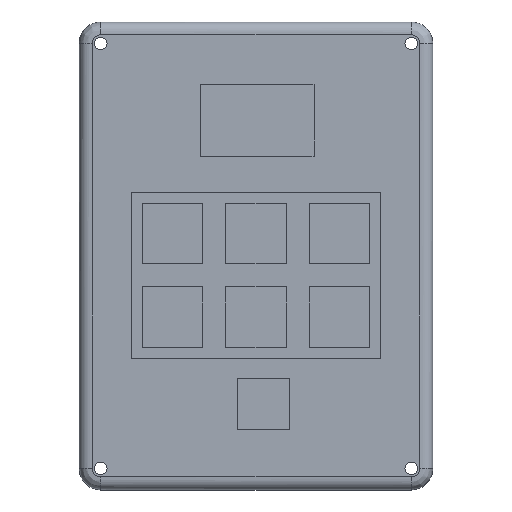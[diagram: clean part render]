
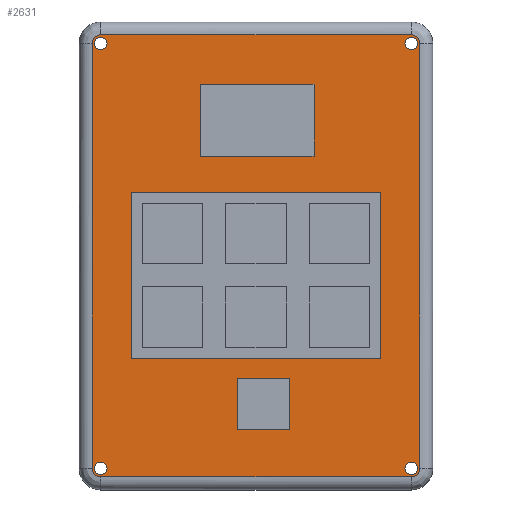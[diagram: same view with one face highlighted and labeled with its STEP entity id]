
A CAD part, top view. The second image highlights one B-rep face of the part: STEP entity #2631.
In plain terms, the highlighted planar face has unit normal (0, 0, 1).
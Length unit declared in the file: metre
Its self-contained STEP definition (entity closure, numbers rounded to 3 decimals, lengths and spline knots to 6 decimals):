
#66=B_SPLINE_CURVE_WITH_KNOTS('',3,(#4367,#4368,#4369,#4370),
 .UNSPECIFIED.,.F.,.F.,(4,4),(0.,1.),.UNSPECIFIED.);
#67=B_SPLINE_CURVE_WITH_KNOTS('',3,(#4373,#4374,#4375,#4376,#4377),
 .UNSPECIFIED.,.F.,.F.,(4,1,4),(0.,0.5,1.),.UNSPECIFIED.);
#68=B_SPLINE_CURVE_WITH_KNOTS('',3,(#4379,#4380,#4381,#4382),
 .UNSPECIFIED.,.F.,.F.,(4,4),(0.,1.),.UNSPECIFIED.);
#69=B_SPLINE_CURVE_WITH_KNOTS('',3,(#4384,#4385,#4386,#4387,#4388),
 .UNSPECIFIED.,.F.,.F.,(4,1,4),(0.,0.5,1.),.UNSPECIFIED.);
#70=B_SPLINE_CURVE_WITH_KNOTS('',3,(#4390,#4391,#4392,#4393),
 .UNSPECIFIED.,.F.,.F.,(4,4),(0.,1.),.UNSPECIFIED.);
#71=B_SPLINE_CURVE_WITH_KNOTS('',3,(#4395,#4396,#4397,#4398,#4399),
 .UNSPECIFIED.,.F.,.F.,(4,1,4),(0.,0.5,1.),.UNSPECIFIED.);
#72=B_SPLINE_CURVE_WITH_KNOTS('',3,(#4401,#4402,#4403,#4404),
 .UNSPECIFIED.,.F.,.F.,(4,4),(0.,1.),.UNSPECIFIED.);
#73=B_SPLINE_CURVE_WITH_KNOTS('',3,(#4406,#4407,#4408,#4409,#4410),
 .UNSPECIFIED.,.F.,.F.,(4,1,4),(0.,0.5,1.),.UNSPECIFIED.);
#174=LINE('',#4411,#426);
#175=LINE('',#4414,#427);
#176=LINE('',#4416,#428);
#177=LINE('',#4418,#429);
#178=LINE('',#4420,#430);
#179=LINE('',#4422,#431);
#180=LINE('',#4423,#432);
#181=LINE('',#4426,#433);
#182=LINE('',#4428,#434);
#183=LINE('',#4430,#435);
#184=LINE('',#4431,#436);
#185=LINE('',#4434,#437);
#186=LINE('',#4436,#438);
#187=LINE('',#4438,#439);
#426=VECTOR('',#3279,1.);
#427=VECTOR('',#3280,1.);
#428=VECTOR('',#3281,1.);
#429=VECTOR('',#3282,1.);
#430=VECTOR('',#3283,1.);
#431=VECTOR('',#3284,1.);
#432=VECTOR('',#3285,1.);
#433=VECTOR('',#3286,1.);
#434=VECTOR('',#3287,1.);
#435=VECTOR('',#3288,1.);
#436=VECTOR('',#3289,1.);
#437=VECTOR('',#3290,1.);
#438=VECTOR('',#3291,1.);
#439=VECTOR('',#3292,1.);
#624=PLANE('',#2869);
#993=ORIENTED_EDGE('',*,*,#1581,.T.);
#994=ORIENTED_EDGE('',*,*,#1582,.T.);
#995=ORIENTED_EDGE('',*,*,#1583,.T.);
#996=ORIENTED_EDGE('',*,*,#1584,.T.);
#997=ORIENTED_EDGE('',*,*,#1585,.T.);
#998=ORIENTED_EDGE('',*,*,#1586,.T.);
#999=ORIENTED_EDGE('',*,*,#1587,.T.);
#1000=ORIENTED_EDGE('',*,*,#1588,.T.);
#1001=ORIENTED_EDGE('',*,*,#1577,.F.);
#1002=ORIENTED_EDGE('',*,*,#1575,.F.);
#1003=ORIENTED_EDGE('',*,*,#1573,.F.);
#1004=ORIENTED_EDGE('',*,*,#1571,.F.);
#1005=ORIENTED_EDGE('',*,*,#1589,.T.);
#1006=ORIENTED_EDGE('',*,*,#1590,.T.);
#1007=ORIENTED_EDGE('',*,*,#1591,.F.);
#1008=ORIENTED_EDGE('',*,*,#1592,.F.);
#1009=ORIENTED_EDGE('',*,*,#1593,.F.);
#1010=ORIENTED_EDGE('',*,*,#1594,.T.);
#1011=ORIENTED_EDGE('',*,*,#1595,.T.);
#1012=ORIENTED_EDGE('',*,*,#1596,.T.);
#1013=ORIENTED_EDGE('',*,*,#1597,.T.);
#1014=ORIENTED_EDGE('',*,*,#1598,.T.);
#1015=ORIENTED_EDGE('',*,*,#1599,.T.);
#1016=ORIENTED_EDGE('',*,*,#1600,.T.);
#1017=ORIENTED_EDGE('',*,*,#1601,.T.);
#1018=ORIENTED_EDGE('',*,*,#1602,.F.);
#1571=EDGE_CURVE('',#1885,#1885,#2060,.T.);
#1573=EDGE_CURVE('',#1887,#1887,#2062,.T.);
#1575=EDGE_CURVE('',#1889,#1889,#2064,.T.);
#1577=EDGE_CURVE('',#1891,#1891,#2066,.T.);
#1581=EDGE_CURVE('',#1893,#1894,#66,.T.);
#1582=EDGE_CURVE('',#1894,#1895,#67,.T.);
#1583=EDGE_CURVE('',#1895,#1896,#68,.T.);
#1584=EDGE_CURVE('',#1896,#1897,#69,.T.);
#1585=EDGE_CURVE('',#1897,#1898,#70,.T.);
#1586=EDGE_CURVE('',#1898,#1899,#71,.T.);
#1587=EDGE_CURVE('',#1899,#1900,#72,.T.);
#1588=EDGE_CURVE('',#1900,#1893,#73,.T.);
#1589=EDGE_CURVE('',#1901,#1902,#174,.T.);
#1590=EDGE_CURVE('',#1902,#1903,#175,.T.);
#1591=EDGE_CURVE('',#1904,#1903,#176,.T.);
#1592=EDGE_CURVE('',#1905,#1904,#177,.T.);
#1593=EDGE_CURVE('',#1906,#1905,#178,.T.);
#1594=EDGE_CURVE('',#1906,#1901,#179,.T.);
#1595=EDGE_CURVE('',#1907,#1908,#180,.T.);
#1596=EDGE_CURVE('',#1908,#1909,#181,.T.);
#1597=EDGE_CURVE('',#1909,#1910,#182,.T.);
#1598=EDGE_CURVE('',#1910,#1907,#183,.T.);
#1599=EDGE_CURVE('',#1911,#1912,#184,.T.);
#1600=EDGE_CURVE('',#1912,#1913,#185,.T.);
#1601=EDGE_CURVE('',#1913,#1914,#186,.T.);
#1602=EDGE_CURVE('',#1911,#1914,#187,.T.);
#1885=VERTEX_POINT('',#4341);
#1887=VERTEX_POINT('',#4346);
#1889=VERTEX_POINT('',#4351);
#1891=VERTEX_POINT('',#4356);
#1893=VERTEX_POINT('',#4371);
#1894=VERTEX_POINT('',#4372);
#1895=VERTEX_POINT('',#4378);
#1896=VERTEX_POINT('',#4383);
#1897=VERTEX_POINT('',#4389);
#1898=VERTEX_POINT('',#4394);
#1899=VERTEX_POINT('',#4400);
#1900=VERTEX_POINT('',#4405);
#1901=VERTEX_POINT('',#4412);
#1902=VERTEX_POINT('',#4413);
#1903=VERTEX_POINT('',#4415);
#1904=VERTEX_POINT('',#4417);
#1905=VERTEX_POINT('',#4419);
#1906=VERTEX_POINT('',#4421);
#1907=VERTEX_POINT('',#4424);
#1908=VERTEX_POINT('',#4425);
#1909=VERTEX_POINT('',#4427);
#1910=VERTEX_POINT('',#4429);
#1911=VERTEX_POINT('',#4432);
#1912=VERTEX_POINT('',#4433);
#1913=VERTEX_POINT('',#4435);
#1914=VERTEX_POINT('',#4437);
#2060=CIRCLE('',#2856,0.00145);
#2062=CIRCLE('',#2859,0.00145);
#2064=CIRCLE('',#2862,0.00145);
#2066=CIRCLE('',#2865,0.00145);
#2187=EDGE_LOOP('',(#993,#994,#995,#996,#997,#998,#999,#1000));
#2188=EDGE_LOOP('',(#1001));
#2189=EDGE_LOOP('',(#1002));
#2190=EDGE_LOOP('',(#1003));
#2191=EDGE_LOOP('',(#1004));
#2192=EDGE_LOOP('',(#1005,#1006,#1007,#1008,#1009,#1010));
#2193=EDGE_LOOP('',(#1011,#1012,#1013,#1014));
#2194=EDGE_LOOP('',(#1015,#1016,#1017,#1018));
#2405=FACE_BOUND('',#2187,.T.);
#2406=FACE_BOUND('',#2188,.T.);
#2407=FACE_BOUND('',#2189,.T.);
#2408=FACE_BOUND('',#2190,.T.);
#2409=FACE_BOUND('',#2191,.T.);
#2410=FACE_BOUND('',#2192,.T.);
#2411=FACE_BOUND('',#2193,.T.);
#2412=FACE_BOUND('',#2194,.T.);
#2631=ADVANCED_FACE('',(#2405,#2406,#2407,#2408,#2409,#2410,#2411,#2412),
#624,.T.);
#2856=AXIS2_PLACEMENT_3D('',#4340,#3251,#3252);
#2859=AXIS2_PLACEMENT_3D('',#4345,#3257,#3258);
#2862=AXIS2_PLACEMENT_3D('',#4350,#3263,#3264);
#2865=AXIS2_PLACEMENT_3D('',#4355,#3269,#3270);
#2869=AXIS2_PLACEMENT_3D('',#4366,#3277,#3278);
#3251=DIRECTION('',(0.,0.,1.));
#3252=DIRECTION('',(1.,0.,0.));
#3257=DIRECTION('',(0.,0.,1.));
#3258=DIRECTION('',(1.,0.,0.));
#3263=DIRECTION('',(0.,0.,1.));
#3264=DIRECTION('',(1.,0.,0.));
#3269=DIRECTION('',(0.,0.,1.));
#3270=DIRECTION('',(1.,0.,0.));
#3277=DIRECTION('',(0.,0.,1.));
#3278=DIRECTION('',(1.,0.,0.));
#3279=DIRECTION('',(0.,1.,0.));
#3280=DIRECTION('',(1.,0.,0.));
#3281=DIRECTION('',(-0.999,-0.047,0.));
#3282=DIRECTION('',(0.,1.,0.));
#3283=DIRECTION('',(1.,-0.007,0.));
#3284=DIRECTION('',(-1.,0.,0.));
#3285=DIRECTION('',(1.,0.,0.));
#3286=DIRECTION('',(0.,-1.,0.));
#3287=DIRECTION('',(-1.,0.,0.));
#3288=DIRECTION('',(0.,1.,0.));
#3289=DIRECTION('',(1.,0.,0.));
#3290=DIRECTION('',(0.,-1.,0.));
#3291=DIRECTION('',(-1.,0.,0.));
#3292=DIRECTION('',(0.,-1.,0.));
#4340=CARTESIAN_POINT('',(-0.005,0.0935,0.02519));
#4341=CARTESIAN_POINT('',(-0.00355,0.0935,0.02519));
#4345=CARTESIAN_POINT('',(0.067,0.0935,0.02519));
#4346=CARTESIAN_POINT('',(0.06845,0.0935,0.02519));
#4350=CARTESIAN_POINT('',(-0.005,-0.005,0.02519));
#4351=CARTESIAN_POINT('',(-0.00355,-0.005,0.02519));
#4355=CARTESIAN_POINT('',(0.067,-0.005,0.02519));
#4356=CARTESIAN_POINT('',(0.06845,-0.005,0.02519));
#4366=CARTESIAN_POINT('',(0.031,0.04425,0.02519));
#4367=CARTESIAN_POINT('',(-0.007,0.0935,0.02519));
#4368=CARTESIAN_POINT('',(-0.007,0.060667,0.02519));
#4369=CARTESIAN_POINT('',(-0.007,0.027833,0.02519));
#4370=CARTESIAN_POINT('',(-0.007,-0.005,0.02519));
#4371=CARTESIAN_POINT('',(-0.007,0.0935,0.02519));
#4372=CARTESIAN_POINT('',(-0.007,-0.005,0.02519));
#4373=CARTESIAN_POINT('',(-0.007,-0.005,0.02519));
#4374=CARTESIAN_POINT('',(-0.007,-0.00553,0.02519));
#4375=CARTESIAN_POINT('',(-0.006563,-0.006563,0.02519));
#4376=CARTESIAN_POINT('',(-0.005531,-0.007,0.02519));
#4377=CARTESIAN_POINT('',(-0.005,-0.007,0.02519));
#4378=CARTESIAN_POINT('',(-0.005,-0.007,0.02519));
#4379=CARTESIAN_POINT('',(-0.005,-0.007,0.02519));
#4380=CARTESIAN_POINT('',(0.019,-0.007,0.02519));
#4381=CARTESIAN_POINT('',(0.043,-0.007,0.02519));
#4382=CARTESIAN_POINT('',(0.067,-0.007,0.02519));
#4383=CARTESIAN_POINT('',(0.067,-0.007,0.02519));
#4384=CARTESIAN_POINT('',(0.067,-0.007,0.02519));
#4385=CARTESIAN_POINT('',(0.06753,-0.007,0.02519));
#4386=CARTESIAN_POINT('',(0.068563,-0.006563,0.02519));
#4387=CARTESIAN_POINT('',(0.069,-0.005531,0.02519));
#4388=CARTESIAN_POINT('',(0.069,-0.005,0.02519));
#4389=CARTESIAN_POINT('',(0.069,-0.005,0.02519));
#4390=CARTESIAN_POINT('',(0.069,-0.005,0.02519));
#4391=CARTESIAN_POINT('',(0.069,0.027833,0.02519));
#4392=CARTESIAN_POINT('',(0.069,0.060667,0.02519));
#4393=CARTESIAN_POINT('',(0.069,0.0935,0.02519));
#4394=CARTESIAN_POINT('',(0.069,0.0935,0.02519));
#4395=CARTESIAN_POINT('',(0.069,0.0935,0.02519));
#4396=CARTESIAN_POINT('',(0.069,0.09403,0.02519));
#4397=CARTESIAN_POINT('',(0.068563,0.095063,0.02519));
#4398=CARTESIAN_POINT('',(0.067531,0.0955,0.02519));
#4399=CARTESIAN_POINT('',(0.067,0.0955,0.02519));
#4400=CARTESIAN_POINT('',(0.067,0.0955,0.02519));
#4401=CARTESIAN_POINT('',(0.067,0.0955,0.02519));
#4402=CARTESIAN_POINT('',(0.043,0.0955,0.02519));
#4403=CARTESIAN_POINT('',(0.019,0.0955,0.02519));
#4404=CARTESIAN_POINT('',(-0.005,0.0955,0.02519));
#4405=CARTESIAN_POINT('',(-0.005,0.0955,0.02519));
#4406=CARTESIAN_POINT('',(-0.005,0.0955,0.02519));
#4407=CARTESIAN_POINT('',(-0.00553,0.0955,0.02519));
#4408=CARTESIAN_POINT('',(-0.006563,0.095063,0.02519));
#4409=CARTESIAN_POINT('',(-0.007,0.094031,0.02519));
#4410=CARTESIAN_POINT('',(-0.007,0.0935,0.02519));
#4411=CARTESIAN_POINT('',(0.018022,0.075705,0.02519));
#4412=CARTESIAN_POINT('',(0.018022,0.067405,0.02519));
#4413=CARTESIAN_POINT('',(0.018022,0.084005,0.02519));
#4414=CARTESIAN_POINT('',(0.029572,0.084005,0.02519));
#4415=CARTESIAN_POINT('',(0.044208,0.084005,0.02519));
#4416=CARTESIAN_POINT('',(0.044335,0.084011,0.02519));
#4417=CARTESIAN_POINT('',(0.044462,0.084017,0.02519));
#4418=CARTESIAN_POINT('',(0.044462,0.075699,0.02519));
#4419=CARTESIAN_POINT('',(0.044462,0.06738,0.02519));
#4420=CARTESIAN_POINT('',(0.042792,0.067393,0.02519));
#4421=CARTESIAN_POINT('',(0.041122,0.067405,0.02519));
#4422=CARTESIAN_POINT('',(0.029572,0.067405,0.02519));
#4423=CARTESIAN_POINT('',(0.031,0.059025,0.02519));
#4424=CARTESIAN_POINT('',(0.002055,0.059025,0.02519));
#4425=CARTESIAN_POINT('',(0.059945,0.059025,0.02519));
#4426=CARTESIAN_POINT('',(0.059945,0.0495,0.02519));
#4427=CARTESIAN_POINT('',(0.059945,0.020555,0.02519));
#4428=CARTESIAN_POINT('',(0.05042,0.020555,0.02519));
#4429=CARTESIAN_POINT('',(0.002055,0.020555,0.02519));
#4430=CARTESIAN_POINT('',(0.002055,0.03008,0.02519));
#4431=CARTESIAN_POINT('',(0.03275,0.0159,0.02519));
#4432=CARTESIAN_POINT('',(0.02665,0.0159,0.02519));
#4433=CARTESIAN_POINT('',(0.03885,0.0159,0.02519));
#4434=CARTESIAN_POINT('',(0.03885,0.0147,0.02519));
#4435=CARTESIAN_POINT('',(0.03885,0.0041,0.02519));
#4436=CARTESIAN_POINT('',(0.0368,0.0041,0.02519));
#4437=CARTESIAN_POINT('',(0.02665,0.0041,0.02519));
#4438=CARTESIAN_POINT('',(0.02665,0.01,0.02519));
